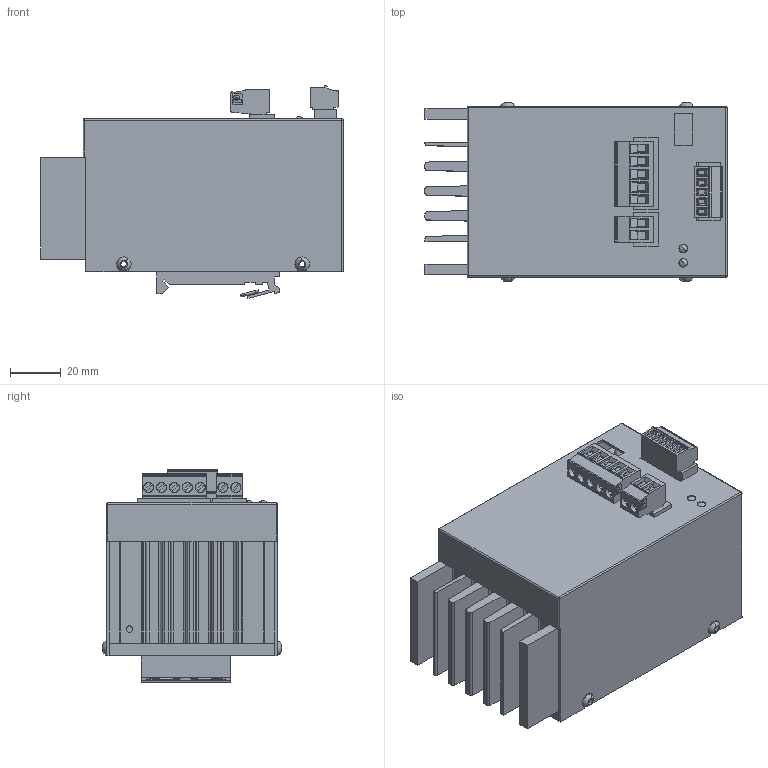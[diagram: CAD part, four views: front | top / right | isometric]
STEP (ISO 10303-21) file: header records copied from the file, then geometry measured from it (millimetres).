
FILE_DESCRIPTION (( 'STEP AP214' ), '1' );
FILE_NAME ('ILDV1CH-7.STEP', '2014-06-24T09:40:11', ( 'UTPVision' ), ( 'Hewlett-Packard Company' ), 'SwSTEP 2.0', 'SolidWorks 2014', '' );
FILE_SCHEMA (( 'AUTOMOTIVE_DESIGN' ));
Length unit declared in the file: millimetre
Products named in the file (1): ILDV1CH-7
Bounding box: 118.5 x 70.3 x 83.55 mm (x, y, z)
Surface area: 69010.4 mm2 (no closed solid volume)
Topology: 0 solids, 59 shells, 609 faces, 2053 edges, 1462 vertices
Faces by surface type: plane 370, cylinder 169, torus 28, sphere 23, cone 19
Entity records: 31031 total; most frequent: CARTESIAN_POINT 6622, DIRECTION 3727, ORIENTED_EDGE 3320, EDGE_CURVE 2021, VERTEX_POINT 1448, LINE 1289, VECTOR 1289, AXIS2_PLACEMENT_3D 1219
